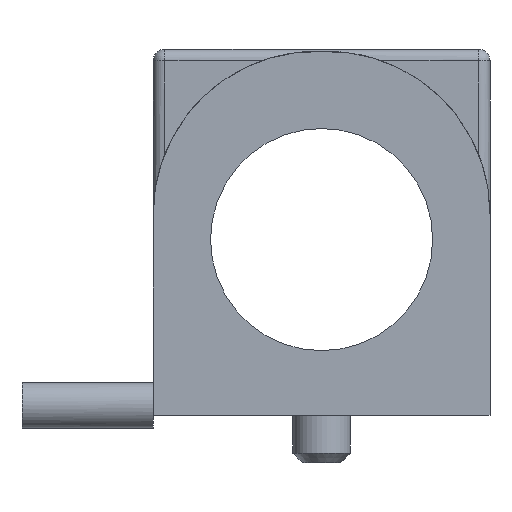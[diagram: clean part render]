
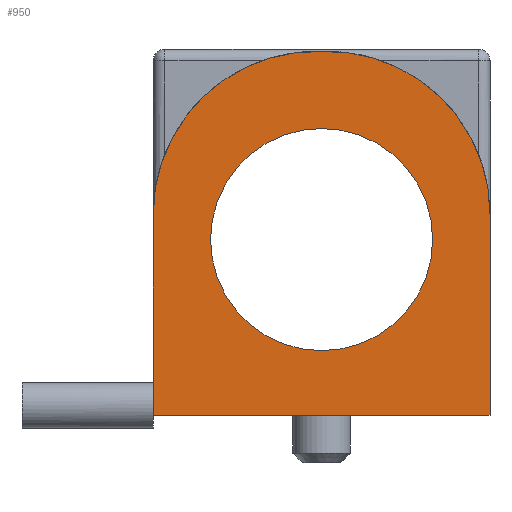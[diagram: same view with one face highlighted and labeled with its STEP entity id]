
A CAD part, front view. The second image highlights one B-rep face of the part: STEP entity #950.
In plain terms, the highlighted planar face has unit normal (0, -1, 0).
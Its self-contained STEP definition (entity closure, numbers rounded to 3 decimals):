
#58=CIRCLE('',#1003,4.243);
#61=CIRCLE('',#1007,4.243);
#64=CIRCLE('',#1012,2.895);
#158=ORIENTED_EDGE('',*,*,#320,.T.);
#159=ORIENTED_EDGE('',*,*,#285,.F.);
#160=ORIENTED_EDGE('',*,*,#292,.F.);
#161=ORIENTED_EDGE('',*,*,#314,.F.);
#162=ORIENTED_EDGE('',*,*,#307,.F.);
#163=ORIENTED_EDGE('',*,*,#277,.F.);
#277=EDGE_CURVE('',#365,#366,#421,.T.);
#285=EDGE_CURVE('',#371,#365,#428,.T.);
#292=EDGE_CURVE('',#377,#371,#435,.T.);
#307=EDGE_CURVE('',#366,#384,#58,.T.);
#314=EDGE_CURVE('',#384,#377,#61,.T.);
#320=EDGE_CURVE('',#397,#397,#64,.T.);
#365=VERTEX_POINT('',#1296);
#366=VERTEX_POINT('',#1298);
#371=VERTEX_POINT('',#1311);
#377=VERTEX_POINT('',#1325);
#384=VERTEX_POINT('',#1343);
#397=VERTEX_POINT('',#1436);
#421=LINE('',#1297,#467);
#428=LINE('',#1312,#474);
#435=LINE('',#1326,#481);
#467=VECTOR('',#1090,1000.);
#474=VECTOR('',#1101,1000.);
#481=VECTOR('',#1110,1000.);
#522=EDGE_LOOP('',(#158));
#523=EDGE_LOOP('',(#159,#160,#161,#162,#163));
#576=FACE_BOUND('',#522,.T.);
#577=FACE_BOUND('',#523,.T.);
#622=PLANE('',#1014);
#950=ADVANCED_FACE('',(#576,#577),#622,.F.);
#1003=AXIS2_PLACEMENT_3D('',#1384,#1130,#1131);
#1007=AXIS2_PLACEMENT_3D('',#1423,#1139,#1140);
#1012=AXIS2_PLACEMENT_3D('',#1435,#1151,#1152);
#1014=AXIS2_PLACEMENT_3D('',#1439,#1155,#1156);
#1090=DIRECTION('',(0.,0.,1.));
#1101=DIRECTION('',(-1.,0.,0.));
#1110=DIRECTION('',(0.,0.,-1.));
#1130=DIRECTION('',(0.,1.,0.));
#1131=DIRECTION('',(1.,0.,0.));
#1139=DIRECTION('',(0.,1.,0.));
#1140=DIRECTION('',(-1.,0.,0.));
#1151=DIRECTION('',(0.,1.,0.));
#1152=DIRECTION('',(1.,0.,0.));
#1155=DIRECTION('',(0.,1.,0.));
#1156=DIRECTION('',(0.,0.,1.));
#1296=CARTESIAN_POINT('',(-4.388,-14.73,0.));
#1297=CARTESIAN_POINT('',(-4.388,-14.73,0.));
#1298=CARTESIAN_POINT('',(-4.388,-14.73,5.224));
#1311=CARTESIAN_POINT('',(4.388,-14.73,0.));
#1312=CARTESIAN_POINT('',(0.,-14.73,0.));
#1325=CARTESIAN_POINT('',(4.388,-14.73,5.224));
#1326=CARTESIAN_POINT('',(4.388,-14.73,0.));
#1343=CARTESIAN_POINT('',(0.,-14.73,9.48));
#1384=CARTESIAN_POINT('',(-0.145,-14.73,5.24));
#1423=CARTESIAN_POINT('',(0.145,-14.73,5.24));
#1435=CARTESIAN_POINT('',(0.,-14.73,4.579));
#1436=CARTESIAN_POINT('',(2.895,-14.73,4.579));
#1439=CARTESIAN_POINT('',(-0.145,-14.73,5.24));
